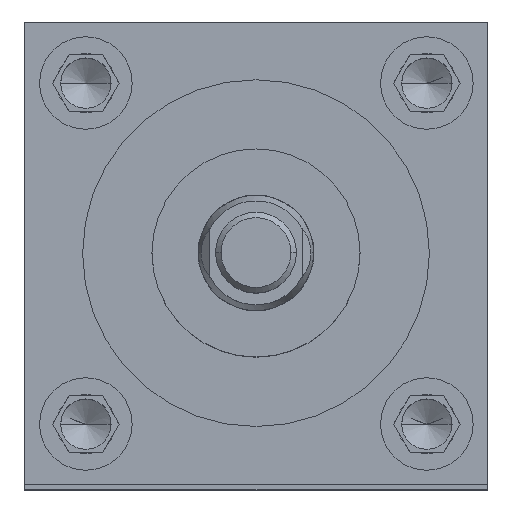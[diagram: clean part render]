
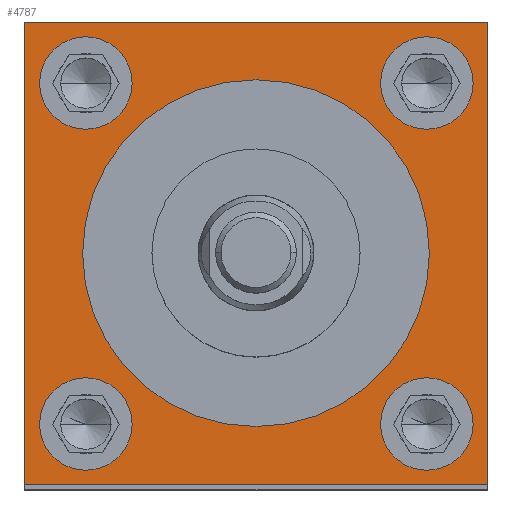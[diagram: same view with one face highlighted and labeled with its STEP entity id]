
A CAD part, top view. The second image highlights one B-rep face of the part: STEP entity #4787.
In plain terms, the highlighted planar face has unit normal (0, 0, 1).
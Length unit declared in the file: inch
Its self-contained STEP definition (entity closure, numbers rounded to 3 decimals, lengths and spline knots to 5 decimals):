
#29 = CIRCLE ( 'NONE', #5367, 0.25 ) ;
#53 = DIRECTION ( 'NONE',  ( 0., 0., -1. ) ) ;
#85 = FACE_BOUND ( 'NONE', #3428, .T. ) ;
#94 = CARTESIAN_POINT ( 'NONE',  ( -1.25, -1.25, 17.625 ) ) ;
#109 = FACE_OUTER_BOUND ( 'NONE', #935, .T. ) ;
#150 = VERTEX_POINT ( 'NONE', #906 ) ;
#156 = CARTESIAN_POINT ( 'NONE',  ( -1.25, -1.25, 17.625 ) ) ;
#197 = CARTESIAN_POINT ( 'NONE',  ( -1.25, 1.25, 17.625 ) ) ;
#200 = CARTESIAN_POINT ( 'NONE',  ( -0.92, 0.92, 17.625 ) ) ;
#295 = DIRECTION ( 'NONE',  ( 0., 0., 1. ) ) ;
#349 = LINE ( 'NONE', #2247, #4015 ) ;
#370 = AXIS2_PLACEMENT_3D ( 'NONE', #5004, #295, #744 ) ;
#508 = DIRECTION ( 'NONE',  ( 1., 0., 0. ) ) ;
#516 = FACE_BOUND ( 'NONE', #2316, .T. ) ;
#525 = ORIENTED_EDGE ( 'NONE', *, *, #3911, .F. ) ;
#556 = EDGE_LOOP ( 'NONE', ( #2234, #4294 ) ) ;
#591 = EDGE_CURVE ( 'NONE', #3077, #5982, #6119, .T. ) ;
#615 = LINE ( 'NONE', #94, #835 ) ;
#697 = CIRCLE ( 'NONE', #2395, 0.25 ) ;
#707 = DIRECTION ( 'NONE',  ( -1., 0., 0. ) ) ;
#744 = DIRECTION ( 'NONE',  ( 1., 0., 0. ) ) ;
#745 = CARTESIAN_POINT ( 'NONE',  ( 1.25, -1.25, 17.625 ) ) ;
#835 = VECTOR ( 'NONE', #4418, 39.37008 ) ;
#847 = CIRCLE ( 'NONE', #370, 0.25 ) ;
#893 = CARTESIAN_POINT ( 'NONE',  ( 0.924, 0.92, 17.625 ) ) ;
#906 = CARTESIAN_POINT ( 'NONE',  ( 1.174, 0.92, 17.625 ) ) ;
#916 = AXIS2_PLACEMENT_3D ( 'NONE', #1546, #1642, #4457 ) ;
#935 = EDGE_LOOP ( 'NONE', ( #4838, #4653, #5508, #2728 ) ) ;
#1074 = EDGE_CURVE ( 'NONE', #3880, #1988, #4431, .T. ) ;
#1292 = ORIENTED_EDGE ( 'NONE', *, *, #4873, .F. ) ;
#1343 = ORIENTED_EDGE ( 'NONE', *, *, #4032, .F. ) ;
#1546 = CARTESIAN_POINT ( 'NONE',  ( -0.92, 0.92, 17.625 ) ) ;
#1609 = LINE ( 'NONE', #3873, #2046 ) ;
#1642 = DIRECTION ( 'NONE',  ( 0., 0., 1. ) ) ;
#1690 = EDGE_CURVE ( 'NONE', #5982, #3077, #697, .T. ) ;
#1691 = CIRCLE ( 'NONE', #2501, 0.9375 ) ;
#1751 = CIRCLE ( 'NONE', #2850, 0.25 ) ;
#1909 = EDGE_CURVE ( 'NONE', #5417, #150, #5171, .T. ) ;
#1931 = CARTESIAN_POINT ( 'NONE',  ( 0., 0., 17.625 ) ) ;
#1988 = VERTEX_POINT ( 'NONE', #3055 ) ;
#2039 = VERTEX_POINT ( 'NONE', #5770 ) ;
#2040 = EDGE_CURVE ( 'NONE', #150, #5417, #29, .T. ) ;
#2046 = VECTOR ( 'NONE', #2487, 39.37008 ) ;
#2108 = ORIENTED_EDGE ( 'NONE', *, *, #1690, .F. ) ;
#2127 = CIRCLE ( 'NONE', #3427, 0.9375 ) ;
#2148 = VERTEX_POINT ( 'NONE', #5090 ) ;
#2214 = DIRECTION ( 'NONE',  ( 1., 0., 0. ) ) ;
#2234 = ORIENTED_EDGE ( 'NONE', *, *, #2040, .F. ) ;
#2247 = CARTESIAN_POINT ( 'NONE',  ( -1.25, 1.25, 17.625 ) ) ;
#2316 = EDGE_LOOP ( 'NONE', ( #3820, #1292 ) ) ;
#2326 = EDGE_CURVE ( 'NONE', #2039, #5396, #2127, .T. ) ;
#2376 = LINE ( 'NONE', #4736, #3534 ) ;
#2395 = AXIS2_PLACEMENT_3D ( 'NONE', #4606, #6022, #2214 ) ;
#2402 = FACE_BOUND ( 'NONE', #5174, .T. ) ;
#2487 = DIRECTION ( 'NONE',  ( 0., 1., 0. ) ) ;
#2501 = AXIS2_PLACEMENT_3D ( 'NONE', #1931, #2864, #508 ) ;
#2519 = EDGE_CURVE ( 'NONE', #3362, #4443, #615, .T. ) ;
#2548 = CARTESIAN_POINT ( 'NONE',  ( 0.9375, 0., 17.625 ) ) ;
#2722 = CIRCLE ( 'NONE', #916, 0.25 ) ;
#2728 = ORIENTED_EDGE ( 'NONE', *, *, #4324, .T. ) ;
#2750 = CARTESIAN_POINT ( 'NONE',  ( 1.174, -0.924, 17.625 ) ) ;
#2797 = ORIENTED_EDGE ( 'NONE', *, *, #591, .F. ) ;
#2850 = AXIS2_PLACEMENT_3D ( 'NONE', #200, #5350, #3066 ) ;
#2864 = DIRECTION ( 'NONE',  ( 0., 0., 1. ) ) ;
#2974 = CARTESIAN_POINT ( 'NONE',  ( -0.92, -0.924, 17.625 ) ) ;
#2999 = CARTESIAN_POINT ( 'NONE',  ( -1.17, -0.924, 17.625 ) ) ;
#3055 = CARTESIAN_POINT ( 'NONE',  ( 0.674, -0.924, 17.625 ) ) ;
#3066 = DIRECTION ( 'NONE',  ( 1., 0., 0. ) ) ;
#3077 = VERTEX_POINT ( 'NONE', #4921 ) ;
#3172 = AXIS2_PLACEMENT_3D ( 'NONE', #2974, #5409, #3504 ) ;
#3230 = EDGE_LOOP ( 'NONE', ( #2797, #2108 ) ) ;
#3336 = DIRECTION ( 'NONE',  ( 0., 0., 1. ) ) ;
#3362 = VERTEX_POINT ( 'NONE', #197 ) ;
#3366 = DIRECTION ( 'NONE',  ( 1., 0., 0. ) ) ;
#3427 = AXIS2_PLACEMENT_3D ( 'NONE', #5153, #3336, #3366 ) ;
#3428 = EDGE_LOOP ( 'NONE', ( #4533, #525 ) ) ;
#3481 = VERTEX_POINT ( 'NONE', #4552 ) ;
#3492 = DIRECTION ( 'NONE',  ( 0., 0., 1. ) ) ;
#3504 = DIRECTION ( 'NONE',  ( 1., 0., 0. ) ) ;
#3534 = VECTOR ( 'NONE', #5658, 39.37008 ) ;
#3624 = CARTESIAN_POINT ( 'NONE',  ( 0.924, -0.924, 17.625 ) ) ;
#3626 = EDGE_CURVE ( 'NONE', #4079, #2148, #2722, .T. ) ;
#3780 = CARTESIAN_POINT ( 'NONE',  ( -0.67, 0.92, 17.625 ) ) ;
#3815 = FACE_BOUND ( 'NONE', #3230, .T. ) ;
#3820 = ORIENTED_EDGE ( 'NONE', *, *, #3626, .F. ) ;
#3848 = FACE_BOUND ( 'NONE', #556, .T. ) ;
#3873 = CARTESIAN_POINT ( 'NONE',  ( 1.25, -1.25, 17.625 ) ) ;
#3880 = VERTEX_POINT ( 'NONE', #2750 ) ;
#3911 = EDGE_CURVE ( 'NONE', #1988, #3880, #847, .T. ) ;
#4015 = VECTOR ( 'NONE', #707, 39.37008 ) ;
#4023 = DIRECTION ( 'NONE',  ( 1., 0., 0. ) ) ;
#4032 = EDGE_CURVE ( 'NONE', #5396, #2039, #1691, .T. ) ;
#4079 = VERTEX_POINT ( 'NONE', #3780 ) ;
#4246 = DIRECTION ( 'NONE',  ( 0., 0., 1. ) ) ;
#4294 = ORIENTED_EDGE ( 'NONE', *, *, #1909, .F. ) ;
#4316 = CARTESIAN_POINT ( 'NONE',  ( -1.25, 1.25, 17.625 ) ) ;
#4324 = EDGE_CURVE ( 'NONE', #3481, #3362, #349, .T. ) ;
#4418 = DIRECTION ( 'NONE',  ( 0., -1., 0. ) ) ;
#4431 = CIRCLE ( 'NONE', #5499, 0.25 ) ;
#4443 = VERTEX_POINT ( 'NONE', #156 ) ;
#4457 = DIRECTION ( 'NONE',  ( 1., 0., 0. ) ) ;
#4533 = ORIENTED_EDGE ( 'NONE', *, *, #1074, .F. ) ;
#4552 = CARTESIAN_POINT ( 'NONE',  ( 1.25, 1.25, 17.625 ) ) ;
#4606 = CARTESIAN_POINT ( 'NONE',  ( -0.92, -0.924, 17.625 ) ) ;
#4642 = AXIS2_PLACEMENT_3D ( 'NONE', #4316, #53, #5719 ) ;
#4653 = ORIENTED_EDGE ( 'NONE', *, *, #4694, .T. ) ;
#4677 = DIRECTION ( 'NONE',  ( 1., 0., 0. ) ) ;
#4694 = EDGE_CURVE ( 'NONE', #4443, #4981, #2376, .T. ) ;
#4736 = CARTESIAN_POINT ( 'NONE',  ( -1.25, -1.25, 17.625 ) ) ;
#4787 = ADVANCED_FACE ( 'NONE', ( #85, #3848, #3815, #516, #2402, #109 ), #5684, .F. ) ;
#4838 = ORIENTED_EDGE ( 'NONE', *, *, #2519, .T. ) ;
#4873 = EDGE_CURVE ( 'NONE', #2148, #4079, #1751, .T. ) ;
#4921 = CARTESIAN_POINT ( 'NONE',  ( -0.67, -0.924, 17.625 ) ) ;
#4973 = AXIS2_PLACEMENT_3D ( 'NONE', #893, #4246, #6113 ) ;
#4975 = ORIENTED_EDGE ( 'NONE', *, *, #2326, .F. ) ;
#4981 = VERTEX_POINT ( 'NONE', #745 ) ;
#5004 = CARTESIAN_POINT ( 'NONE',  ( 0.924, -0.924, 17.625 ) ) ;
#5090 = CARTESIAN_POINT ( 'NONE',  ( -1.17, 0.92, 17.625 ) ) ;
#5153 = CARTESIAN_POINT ( 'NONE',  ( 0., 0., 17.625 ) ) ;
#5171 = CIRCLE ( 'NONE', #4973, 0.25 ) ;
#5174 = EDGE_LOOP ( 'NONE', ( #1343, #4975 ) ) ;
#5350 = DIRECTION ( 'NONE',  ( 0., 0., 1. ) ) ;
#5367 = AXIS2_PLACEMENT_3D ( 'NONE', #5836, #3492, #4023 ) ;
#5396 = VERTEX_POINT ( 'NONE', #2548 ) ;
#5409 = DIRECTION ( 'NONE',  ( 0., 0., 1. ) ) ;
#5417 = VERTEX_POINT ( 'NONE', #5804 ) ;
#5499 = AXIS2_PLACEMENT_3D ( 'NONE', #3624, #5562, #4677 ) ;
#5508 = ORIENTED_EDGE ( 'NONE', *, *, #5925, .T. ) ;
#5562 = DIRECTION ( 'NONE',  ( 0., 0., 1. ) ) ;
#5658 = DIRECTION ( 'NONE',  ( 1., 0., 0. ) ) ;
#5684 = PLANE ( 'NONE',  #4642 ) ;
#5719 = DIRECTION ( 'NONE',  ( -1., 0., 0. ) ) ;
#5770 = CARTESIAN_POINT ( 'NONE',  ( -0.9375, 0., 17.625 ) ) ;
#5804 = CARTESIAN_POINT ( 'NONE',  ( 0.674, 0.92, 17.625 ) ) ;
#5836 = CARTESIAN_POINT ( 'NONE',  ( 0.924, 0.92, 17.625 ) ) ;
#5925 = EDGE_CURVE ( 'NONE', #4981, #3481, #1609, .T. ) ;
#5982 = VERTEX_POINT ( 'NONE', #2999 ) ;
#6022 = DIRECTION ( 'NONE',  ( 0., 0., 1. ) ) ;
#6113 = DIRECTION ( 'NONE',  ( 1., 0., 0. ) ) ;
#6119 = CIRCLE ( 'NONE', #3172, 0.25 ) ;
